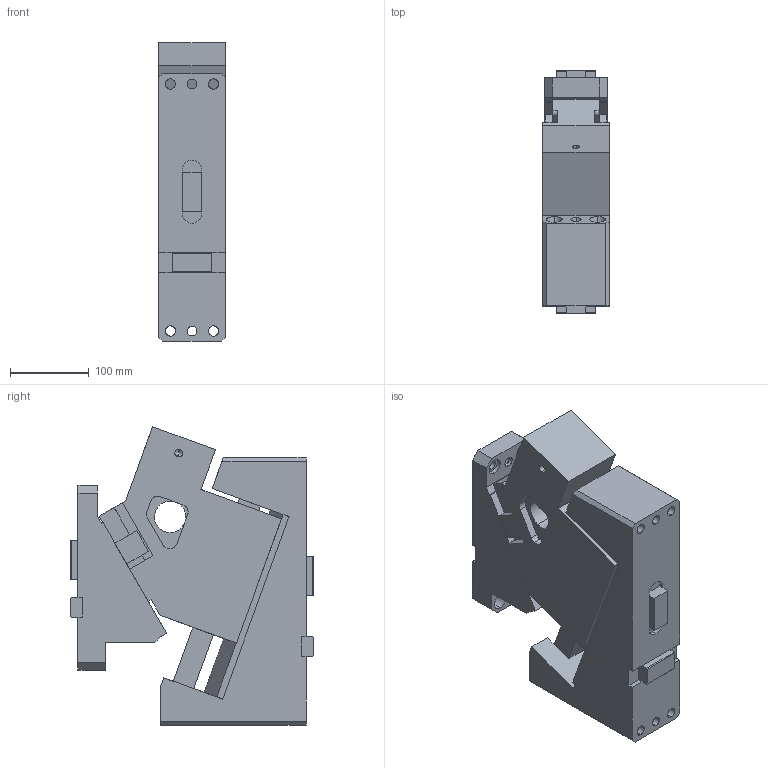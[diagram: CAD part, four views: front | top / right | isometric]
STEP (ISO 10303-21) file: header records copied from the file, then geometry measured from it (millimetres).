
FILE_DESCRIPTION(('CATIA V5 STEP Exchange'),'2;1');
FILE_NAME('CDCV_85_20_70.stp','2015-05-11T15:48:26+00:00',('none'),('none'),'CATIA Version 5 Release 19 SP 2 (IN-10)','CATIA V5 STEP AP203','none');
FILE_SCHEMA(('CONFIG_CONTROL_DESIGN'));
Length unit declared in the file: millimetre
Products named in the file (1): CDCV_85_20_70
Bounding box: 85 x 308 x 379.39 mm (x, y, z)
Volume: 6211067 mm3; surface area: 507941.3 mm2
Topology: 3 solids, 3 shells, 257 faces, 684 edges, 446 vertices
Faces by surface type: plane 173, cylinder 77, cone 6, extrusion 1
Entity records: 8957 total; most frequent: CARTESIAN_POINT 2763, ORIENTED_EDGE 1356, DIRECTION 1056, EDGE_CURVE 678, VECTOR 517, LINE 516, VERTEX_POINT 446, AXIS2_PLACEMENT_3D 313
